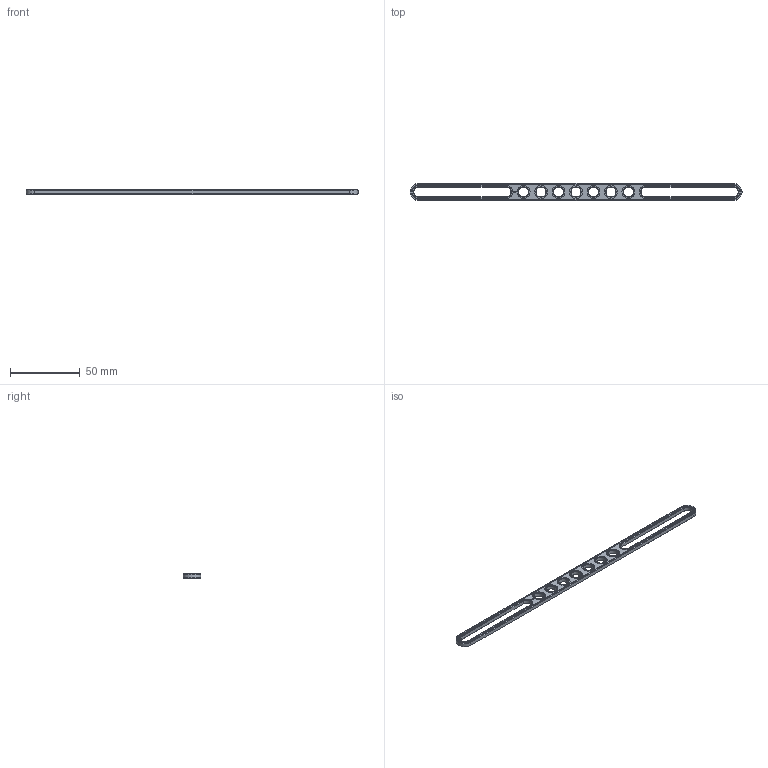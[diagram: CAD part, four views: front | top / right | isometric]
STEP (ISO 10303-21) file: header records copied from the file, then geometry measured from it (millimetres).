
FILE_DESCRIPTION(('FreeCAD Model'),'2;1');
FILE_NAME('Open CASCADE Shape Model','2023-01-08T23:31:12',(''),(''), 'Open CASCADE STEP processor 7.6','FreeCAD','Unknown');
FILE_SCHEMA(('AUTOMOTIVE_DESIGN { 1 0 10303 214 1 1 1 1 }'));
Length unit declared in the file: millimetre
Products named in the file (1): Brace STR SLT BE ERR BU19x01x00.25x06 - SPN-BRC-0361 (stemfie.org)
Bounding box: 237.5 x 12.5 x 3.12 mm (x, y, z)
Volume: 5140.5 mm3; surface area: 6228.4 mm2
Topology: 1 solids, 1 shells, 616 faces, 1682 edges, 1111 vertices
Faces by surface type: plane 350, extrusion 214, cone 26, cylinder 26
Full cylindrical faces by diameter (mm): 7 x7, 9.2 x7
Entity records: 42857 total; most frequent: CARTESIAN_POINT 10787, DIRECTION 5066, VECTOR 4044, LINE 3830, ORIENTED_EDGE 3364, PCURVE 3364, DEFINITIONAL_REPRESENTATION 3364, EDGE_CURVE 1682
